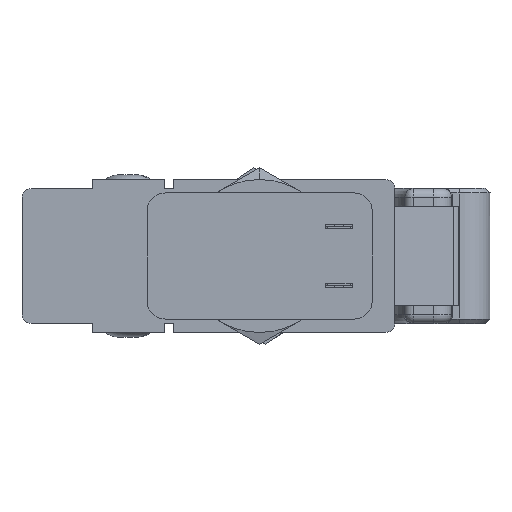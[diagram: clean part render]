
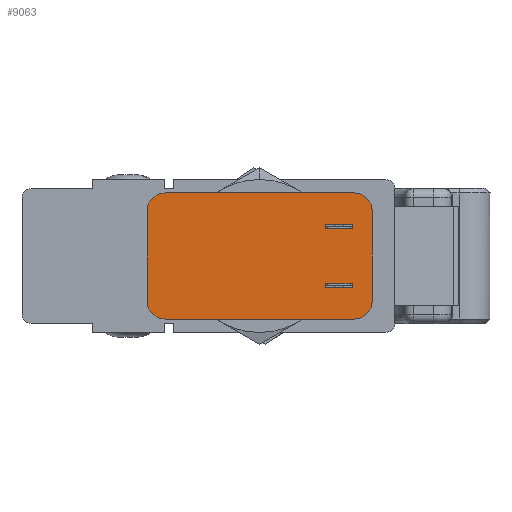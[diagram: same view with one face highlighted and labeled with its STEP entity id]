
A CAD part, front view. The second image highlights one B-rep face of the part: STEP entity #9063.
In plain terms, the highlighted face is planar.
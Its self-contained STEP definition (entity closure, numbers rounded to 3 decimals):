
#1542 = LINE ( 'NONE', #18724, #28254 ) ;
#1623 = VERTEX_POINT ( 'NONE', #27660 ) ;
#2729 = CARTESIAN_POINT ( 'NONE',  ( -7.3, 3., 0. ) ) ;
#4219 = CARTESIAN_POINT ( 'NONE',  ( -10.3, 3.5, 0. ) ) ;
#4316 = ORIENTED_EDGE ( 'NONE', *, *, #36880, .F. ) ;
#4499 = VERTEX_POINT ( 'NONE', #14970 ) ;
#4683 = EDGE_LOOP ( 'NONE', ( #11396, #11015, #49888, #4316 ) ) ;
#5939 = AXIS2_PLACEMENT_3D ( 'NONE', #24013, #61240, #29349 ) ;
#6614 = FACE_OUTER_BOUND ( 'NONE', #28947, .T. ) ;
#6966 = VECTOR ( 'NONE', #41663, 1000. ) ;
#8157 = CIRCLE ( 'NONE', #62194, 2. ) ;
#8182 = DIRECTION ( 'NONE',  ( 0., 1., 0. ) ) ;
#9063 = ADVANCED_FACE ( 'NONE', ( #9933, #20802, #6614 ), #21919, .F. ) ;
#9182 = VERTEX_POINT ( 'NONE', #54719 ) ;
#9933 = FACE_BOUND ( 'NONE', #15540, .T. ) ;
#10167 = CARTESIAN_POINT ( 'NONE',  ( -10.5, -5., 0. ) ) ;
#10579 = ORIENTED_EDGE ( 'NONE', *, *, #26871, .F. ) ;
#11015 = ORIENTED_EDGE ( 'NONE', *, *, #25785, .F. ) ;
#11396 = ORIENTED_EDGE ( 'NONE', *, *, #12858, .F. ) ;
#11663 = AXIS2_PLACEMENT_3D ( 'NONE', #22387, #59606, #27730 ) ;
#12172 = EDGE_CURVE ( 'NONE', #62449, #48735, #36543, .T. ) ;
#12858 = EDGE_CURVE ( 'NONE', #31832, #39687, #1542, .T. ) ;
#13089 = CARTESIAN_POINT ( 'NONE',  ( 10.5, -7., 0. ) ) ;
#13225 = ORIENTED_EDGE ( 'NONE', *, *, #19757, .T. ) ;
#14326 = VERTEX_POINT ( 'NONE', #37268 ) ;
#14387 = CARTESIAN_POINT ( 'NONE',  ( 12.5, 5., 0. ) ) ;
#14692 = LINE ( 'NONE', #59806, #41311 ) ;
#14922 = EDGE_CURVE ( 'NONE', #66862, #48735, #16537, .T. ) ;
#14970 = CARTESIAN_POINT ( 'NONE',  ( -10.5, -7., 0. ) ) ;
#15283 = LINE ( 'NONE', #32529, #41909 ) ;
#15540 = EDGE_LOOP ( 'NONE', ( #15801, #54887, #26585, #30832 ) ) ;
#15548 = DIRECTION ( 'NONE',  ( 1., 0., 0. ) ) ;
#15801 = ORIENTED_EDGE ( 'NONE', *, *, #16141, .F. ) ;
#15845 = CARTESIAN_POINT ( 'NONE',  ( 10.5, -5., 0. ) ) ;
#16141 = EDGE_CURVE ( 'NONE', #38741, #9182, #42287, .T. ) ;
#16537 = CIRCLE ( 'NONE', #5939, 2. ) ;
#17201 = DIRECTION ( 'NONE',  ( -1., 0., 0. ) ) ;
#18724 = CARTESIAN_POINT ( 'NONE',  ( -10.3, 3., 0. ) ) ;
#18834 = DIRECTION ( 'NONE',  ( 0., -1., 0. ) ) ;
#19749 = AXIS2_PLACEMENT_3D ( 'NONE', #10167, #47416, #15548 ) ;
#19757 = EDGE_CURVE ( 'NONE', #31974, #37592, #49728, .T. ) ;
#19803 = ORIENTED_EDGE ( 'NONE', *, *, #35502, .F. ) ;
#20802 = FACE_BOUND ( 'NONE', #4683, .T. ) ;
#21203 = DIRECTION ( 'NONE',  ( 1., 0., 0. ) ) ;
#21919 = PLANE ( 'NONE',  #11663 ) ;
#21923 = CARTESIAN_POINT ( 'NONE',  ( -7.3, -3., 0. ) ) ;
#21950 = CARTESIAN_POINT ( 'NONE',  ( -10.5, 5., 0. ) ) ;
#22318 = VERTEX_POINT ( 'NONE', #30958 ) ;
#22387 = CARTESIAN_POINT ( 'NONE',  ( -12.5, 7., 0. ) ) ;
#22639 = EDGE_CURVE ( 'NONE', #62449, #56487, #8157, .T. ) ;
#23436 = VECTOR ( 'NONE', #68009, 1000. ) ;
#23558 = VERTEX_POINT ( 'NONE', #29398 ) ;
#24013 = CARTESIAN_POINT ( 'NONE',  ( 10.5, 5., 0. ) ) ;
#24094 = DIRECTION ( 'NONE',  ( -1., 0., 0. ) ) ;
#25448 = EDGE_CURVE ( 'NONE', #22318, #38741, #36415, .T. ) ;
#25785 = EDGE_CURVE ( 'NONE', #23558, #31832, #59766, .T. ) ;
#25928 = DIRECTION ( 'NONE',  ( 0., -1., 0. ) ) ;
#26585 = ORIENTED_EDGE ( 'NONE', *, *, #46728, .F. ) ;
#26699 = CARTESIAN_POINT ( 'NONE',  ( 12.5, -5., 0. ) ) ;
#26871 = EDGE_CURVE ( 'NONE', #66862, #37592, #56413, .T. ) ;
#27170 = ORIENTED_EDGE ( 'NONE', *, *, #37816, .F. ) ;
#27205 = DIRECTION ( 'NONE',  ( 0., 1., 0. ) ) ;
#27300 = DIRECTION ( 'NONE',  ( 1., 0., 0. ) ) ;
#27660 = CARTESIAN_POINT ( 'NONE',  ( -12.5, -5., 0. ) ) ;
#27730 = DIRECTION ( 'NONE',  ( 1., 0., 0. ) ) ;
#27947 = DIRECTION ( 'NONE',  ( 1., 0., 0. ) ) ;
#28254 = VECTOR ( 'NONE', #24094, 1000. ) ;
#28947 = EDGE_LOOP ( 'NONE', ( #19803, #13225, #10579, #34756, #68055, #49198, #27170, #57067 ) ) ;
#29349 = DIRECTION ( 'NONE',  ( 1., 0., 0. ) ) ;
#29398 = CARTESIAN_POINT ( 'NONE',  ( -7.3, 3.5, 0. ) ) ;
#30364 = CARTESIAN_POINT ( 'NONE',  ( -10.3, 3., 0. ) ) ;
#30395 = DIRECTION ( 'NONE',  ( 0., -1., 0. ) ) ;
#30832 = ORIENTED_EDGE ( 'NONE', *, *, #60595, .F. ) ;
#30958 = CARTESIAN_POINT ( 'NONE',  ( -10.3, -3., 0. ) ) ;
#31390 = VECTOR ( 'NONE', #18834, 1000. ) ;
#31832 = VERTEX_POINT ( 'NONE', #39517 ) ;
#31974 = VERTEX_POINT ( 'NONE', #50434 ) ;
#32027 = DIRECTION ( 'NONE',  ( -1., 0., 0. ) ) ;
#32529 = CARTESIAN_POINT ( 'NONE',  ( -10.3, -3., 0. ) ) ;
#34756 = ORIENTED_EDGE ( 'NONE', *, *, #14922, .T. ) ;
#34879 = VECTOR ( 'NONE', #38048, 1000. ) ;
#35502 = EDGE_CURVE ( 'NONE', #31974, #1623, #60383, .T. ) ;
#36415 = LINE ( 'NONE', #65400, #63068 ) ;
#36543 = LINE ( 'NONE', #64602, #34879 ) ;
#36880 = EDGE_CURVE ( 'NONE', #39687, #14326, #59502, .T. ) ;
#37268 = CARTESIAN_POINT ( 'NONE',  ( -10.3, 3.5, 0. ) ) ;
#37592 = VERTEX_POINT ( 'NONE', #46772 ) ;
#37816 = EDGE_CURVE ( 'NONE', #4499, #56487, #66954, .T. ) ;
#38048 = DIRECTION ( 'NONE',  ( 0., 1., 0. ) ) ;
#38741 = VERTEX_POINT ( 'NONE', #21923 ) ;
#39517 = CARTESIAN_POINT ( 'NONE',  ( -7.3, 3., 0. ) ) ;
#39687 = VERTEX_POINT ( 'NONE', #30364 ) ;
#40875 = CARTESIAN_POINT ( 'NONE',  ( -7.3, -3., 0. ) ) ;
#41311 = VECTOR ( 'NONE', #17201, 1000. ) ;
#41663 = DIRECTION ( 'NONE',  ( 1., 0., 0. ) ) ;
#41909 = VECTOR ( 'NONE', #27205, 1000. ) ;
#42287 = LINE ( 'NONE', #40875, #67280 ) ;
#42481 = CARTESIAN_POINT ( 'NONE',  ( -10.3, -3.5, 0. ) ) ;
#45308 = VECTOR ( 'NONE', #8182, 1000. ) ;
#45441 = CARTESIAN_POINT ( 'NONE',  ( -10.3, 3., 0. ) ) ;
#45971 = EDGE_CURVE ( 'NONE', #4499, #1623, #64458, .T. ) ;
#46728 = EDGE_CURVE ( 'NONE', #56897, #22318, #15283, .T. ) ;
#46772 = CARTESIAN_POINT ( 'NONE',  ( -10.5, 7., 0. ) ) ;
#47416 = DIRECTION ( 'NONE',  ( 0., 0., -1. ) ) ;
#47462 = CARTESIAN_POINT ( 'NONE',  ( 10.5, 7., 0. ) ) ;
#47848 = CARTESIAN_POINT ( 'NONE',  ( 12.5, 7., 0. ) ) ;
#48735 = VERTEX_POINT ( 'NONE', #14387 ) ;
#49198 = ORIENTED_EDGE ( 'NONE', *, *, #22639, .T. ) ;
#49728 = CIRCLE ( 'NONE', #66194, 2. ) ;
#49888 = ORIENTED_EDGE ( 'NONE', *, *, #57466, .F. ) ;
#50434 = CARTESIAN_POINT ( 'NONE',  ( -12.5, 5., 0. ) ) ;
#53068 = DIRECTION ( 'NONE',  ( 0., 0., -1. ) ) ;
#54719 = CARTESIAN_POINT ( 'NONE',  ( -7.3, -3.5, 0. ) ) ;
#54887 = ORIENTED_EDGE ( 'NONE', *, *, #25448, .F. ) ;
#56413 = LINE ( 'NONE', #47848, #62220 ) ;
#56487 = VERTEX_POINT ( 'NONE', #13089 ) ;
#56897 = VERTEX_POINT ( 'NONE', #42481 ) ;
#57067 = ORIENTED_EDGE ( 'NONE', *, *, #45971, .T. ) ;
#57466 = EDGE_CURVE ( 'NONE', #14326, #23558, #64198, .T. ) ;
#58685 = VECTOR ( 'NONE', #25928, 1000. ) ;
#59184 = DIRECTION ( 'NONE',  ( 0., 0., -1. ) ) ;
#59502 = LINE ( 'NONE', #45441, #45308 ) ;
#59606 = DIRECTION ( 'NONE',  ( 0., 0., 1. ) ) ;
#59766 = LINE ( 'NONE', #2729, #31390 ) ;
#59806 = CARTESIAN_POINT ( 'NONE',  ( -10.3, -3.5, 0. ) ) ;
#60383 = LINE ( 'NONE', #63162, #58685 ) ;
#60595 = EDGE_CURVE ( 'NONE', #9182, #56897, #14692, .T. ) ;
#61240 = DIRECTION ( 'NONE',  ( 0., 0., -1. ) ) ;
#62194 = AXIS2_PLACEMENT_3D ( 'NONE', #15845, #53068, #21203 ) ;
#62220 = VECTOR ( 'NONE', #32027, 1000. ) ;
#62449 = VERTEX_POINT ( 'NONE', #26699 ) ;
#63068 = VECTOR ( 'NONE', #27947, 1000. ) ;
#63162 = CARTESIAN_POINT ( 'NONE',  ( -12.5, -7., 0. ) ) ;
#64198 = LINE ( 'NONE', #4219, #23436 ) ;
#64458 = CIRCLE ( 'NONE', #19749, 2. ) ;
#64602 = CARTESIAN_POINT ( 'NONE',  ( 12.5, -7., 0. ) ) ;
#65400 = CARTESIAN_POINT ( 'NONE',  ( -10.3, -3., 0. ) ) ;
#66194 = AXIS2_PLACEMENT_3D ( 'NONE', #21950, #59184, #27300 ) ;
#66862 = VERTEX_POINT ( 'NONE', #47462 ) ;
#66954 = LINE ( 'NONE', #68409, #6966 ) ;
#67280 = VECTOR ( 'NONE', #30395, 1000. ) ;
#68009 = DIRECTION ( 'NONE',  ( 1., 0., 0. ) ) ;
#68055 = ORIENTED_EDGE ( 'NONE', *, *, #12172, .F. ) ;
#68409 = CARTESIAN_POINT ( 'NONE',  ( 12.5, -7., 0. ) ) ;
